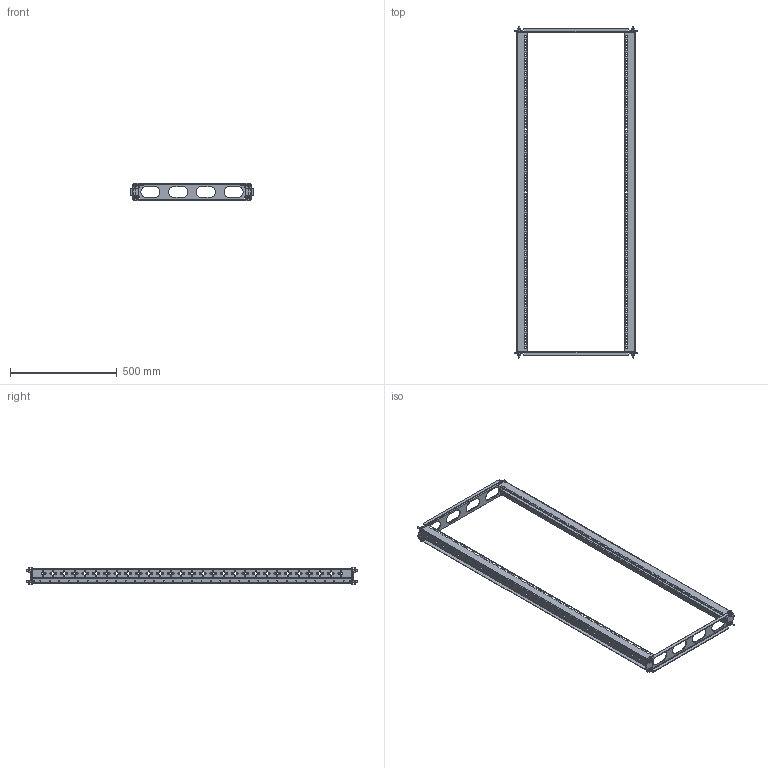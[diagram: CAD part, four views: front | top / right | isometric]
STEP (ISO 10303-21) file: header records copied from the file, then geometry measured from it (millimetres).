
FILE_DESCRIPTION (( 'STEP AP203' ), '1' );
FILE_NAME ('UR28803006060 Ðàìà ìîíòàæíàÿ 19-äþéìîâàÿ RS52 160.60 (000.801.657-02) .STEP', '2022-04-26T06:10:49', ( '' ), ( '' ), 'SwSTEP 2.0', 'SolidWorks 2017', '' );
FILE_SCHEMA (( 'CONFIG_CONTROL_DESIGN' ));
Length unit declared in the file: millimetre
Products named in the file (7): Âèíò DIN 912_Œ8å30; 025-223 砑鳧罻_00 (00.60); 024-459 砑僔蠂縺; UR28803006060 Ðàìà ìîíòàæíàÿ 19-äþéìîâàÿ RS52 160.60 (000.801.657-02) ; 000.121.008 Ðàìà ìîíòàæíàÿ 19-äþéìîâàÿ LC2_02 (160); 072-12 Ïðîôèëü 19 òèï S_02 (160); Çàêëàäíàÿ ãàéêà Ì8 ÊÍÐ
Assembly tree (25 placements, depth 3):
  UR28803006060 Ðàìà ìîíòàæíàÿ 19-äþéìîâàÿ RS52 160.60 (000.801.657-02) 
    000.121.008 Ðàìà ìîíòàæíàÿ 19-äþéìîâàÿ LC2_02 (160)
      072-12 Ïðîôèëü 19 òèï S_02 (160)  x2
      025-223 砑鳧罻_00 (00.60)  x2
    Âèíò DIN 912_Œ8å30  x8
    Çàêëàäíàÿ ãàéêà Ì8 ÊÍÐ  x8
    024-459 砑僔蠂縺  x4
Bounding box: 577 x 1556 x 80.5 mm (x, y, z)
Volume: 1188125.9 mm3; surface area: 1143660.3 mm2
Topology: 32 solids, 32 shells, 2748 faces, 7668 edges, 4952 vertices
Faces by surface type: plane 1720, cylinder 780, torus 128, cone 96, bspline 24
Entity records: 36402 total; most frequent: CARTESIAN_POINT 6139, ORIENTED_EDGE 5970, DIRECTION 5805, EDGE_CURVE 2985, LINE 2229, VECTOR 2229, VERTEX_POINT 1962, AXIS2_PLACEMENT_3D 1788
